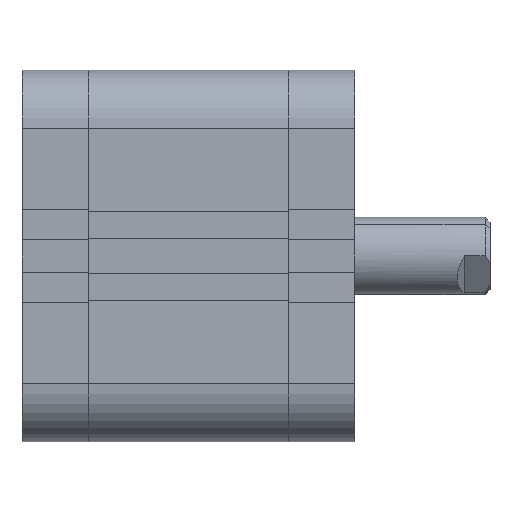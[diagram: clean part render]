
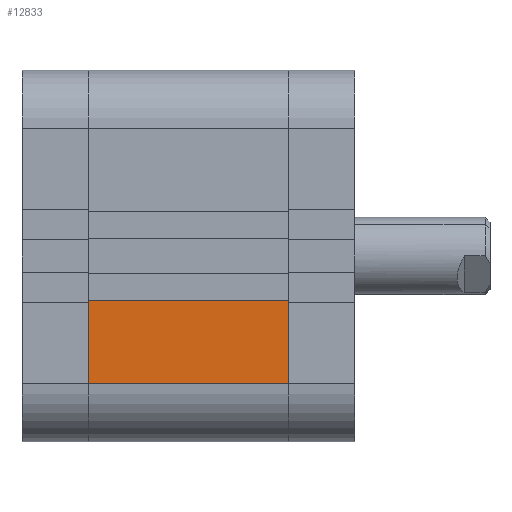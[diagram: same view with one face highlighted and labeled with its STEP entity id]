
A CAD part, front view. The second image highlights one B-rep face of the part: STEP entity #12833.
In plain terms, the highlighted planar face has unit normal (0, -1, 0).
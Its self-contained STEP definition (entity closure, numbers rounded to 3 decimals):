
#565 = LINE ( 'NONE', #20934, #20634 ) ;
#1061 = DIRECTION ( 'NONE',  ( -1., 0., 0. ) ) ;
#3924 = CARTESIAN_POINT ( 'NONE',  ( 41.5, -38.5, -26.5 ) ) ;
#4739 = VECTOR ( 'NONE', #29612, 1000. ) ;
#5181 = VERTEX_POINT ( 'NONE', #20809 ) ;
#5336 = DIRECTION ( 'NONE',  ( 0., 0., 1. ) ) ;
#5624 = ORIENTED_EDGE ( 'NONE', *, *, #32434, .T. ) ;
#6242 = CARTESIAN_POINT ( 'NONE',  ( 41.501, -38.5, -9.3 ) ) ;
#8574 = EDGE_CURVE ( 'NONE', #27348, #13078, #35882, .T. ) ;
#10957 = VECTOR ( 'NONE', #19686, 1000. ) ;
#11437 = FACE_OUTER_BOUND ( 'NONE', #24943, .T. ) ;
#12198 = DIRECTION ( 'NONE',  ( 0., 0., -1. ) ) ;
#12833 = ADVANCED_FACE ( 'NONE', ( #11437 ), #17148, .F. ) ;
#13078 = VERTEX_POINT ( 'NONE', #35364 ) ;
#16059 = VECTOR ( 'NONE', #1061, 1000. ) ;
#17130 = EDGE_CURVE ( 'NONE', #27348, #19861, #565, .T. ) ;
#17148 = PLANE ( 'NONE',  #18087 ) ;
#17729 = EDGE_CURVE ( 'NONE', #5181, #19861, #31842, .T. ) ;
#18087 = AXIS2_PLACEMENT_3D ( 'NONE', #37469, #28926, #5336 ) ;
#19686 = DIRECTION ( 'NONE',  ( 1., 0., 0. ) ) ;
#19861 = VERTEX_POINT ( 'NONE', #3924 ) ;
#20065 = CARTESIAN_POINT ( 'NONE',  ( 41.5, -38.5, -26.5 ) ) ;
#20634 = VECTOR ( 'NONE', #12198, 1000. ) ;
#20809 = CARTESIAN_POINT ( 'NONE',  ( 0., -38.5, -26.5 ) ) ;
#20934 = CARTESIAN_POINT ( 'NONE',  ( 41.5, -38.5, -38.5 ) ) ;
#24943 = EDGE_LOOP ( 'NONE', ( #28274, #5624, #32093, #34544 ) ) ;
#25367 = CARTESIAN_POINT ( 'NONE',  ( 41.5, -38.5, -9.3 ) ) ;
#27137 = CARTESIAN_POINT ( 'NONE',  ( 0., -38.5, -38.5 ) ) ;
#27348 = VERTEX_POINT ( 'NONE', #25367 ) ;
#28274 = ORIENTED_EDGE ( 'NONE', *, *, #8574, .T. ) ;
#28926 = DIRECTION ( 'NONE',  ( 0., 1., 0. ) ) ;
#29612 = DIRECTION ( 'NONE',  ( 0., 0., -1. ) ) ;
#31842 = LINE ( 'NONE', #20065, #10957 ) ;
#32093 = ORIENTED_EDGE ( 'NONE', *, *, #17729, .T. ) ;
#32434 = EDGE_CURVE ( 'NONE', #13078, #5181, #35676, .T. ) ;
#34544 = ORIENTED_EDGE ( 'NONE', *, *, #17130, .F. ) ;
#35364 = CARTESIAN_POINT ( 'NONE',  ( 0., -38.5, -9.3 ) ) ;
#35676 = LINE ( 'NONE', #27137, #4739 ) ;
#35882 = LINE ( 'NONE', #6242, #16059 ) ;
#37469 = CARTESIAN_POINT ( 'NONE',  ( 41.5, -38.5, -38.5 ) ) ;
